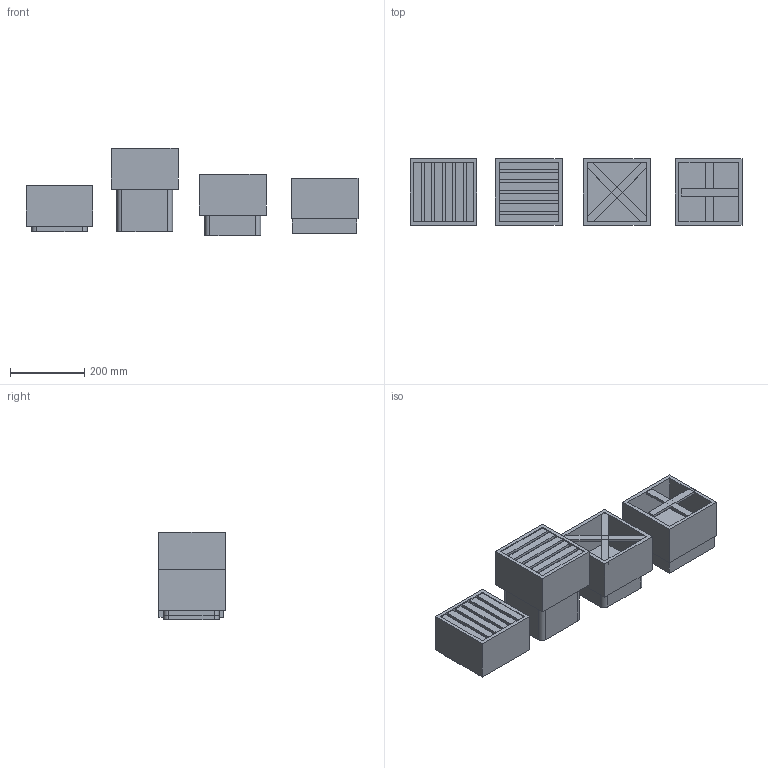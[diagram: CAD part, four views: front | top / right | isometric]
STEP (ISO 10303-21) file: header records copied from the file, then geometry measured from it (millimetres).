
FILE_DESCRIPTION(('HOOPS Exchange Step'),'2;1');
FILE_NAME('temp_export','2023-08-11T22:02:14+01:00',('mobile'),('Shapr3D Limited'),'HOOPS Exchange 2023.1','Shapr3D','Authorized');
FILE_SCHEMA( ('AUTOMOTIVE_DESIGN { 1 0 10303 214 1 1 1 1 }') );
Length unit declared in the file: millimetre
Products named in the file (5): Linear Pattern 04; Linear Pattern 03; Linear Pattern 02; Linear Pattern 01; root
Assembly tree (4 placements, depth 2):
  root
    Linear Pattern 04
    Linear Pattern 03
    Linear Pattern 02
    Linear Pattern 01
Bounding box: 895 x 180 x 235 mm (x, y, z)
Volume: 9710145.9 mm3; surface area: 1116187.1 mm2
Topology: 20 solids, 20 shells, 172 faces, 372 edges, 248 vertices
Faces by surface type: plane 160, cylinder 12
Entity records: 4726 total; most frequent: CARTESIAN_POINT 797, DIRECTION 750, ORIENTED_EDGE 744, EDGE_CURVE 372, VECTOR 348, LINE 348, VERTEX_POINT 248, AXIS2_PLACEMENT_3D 201
